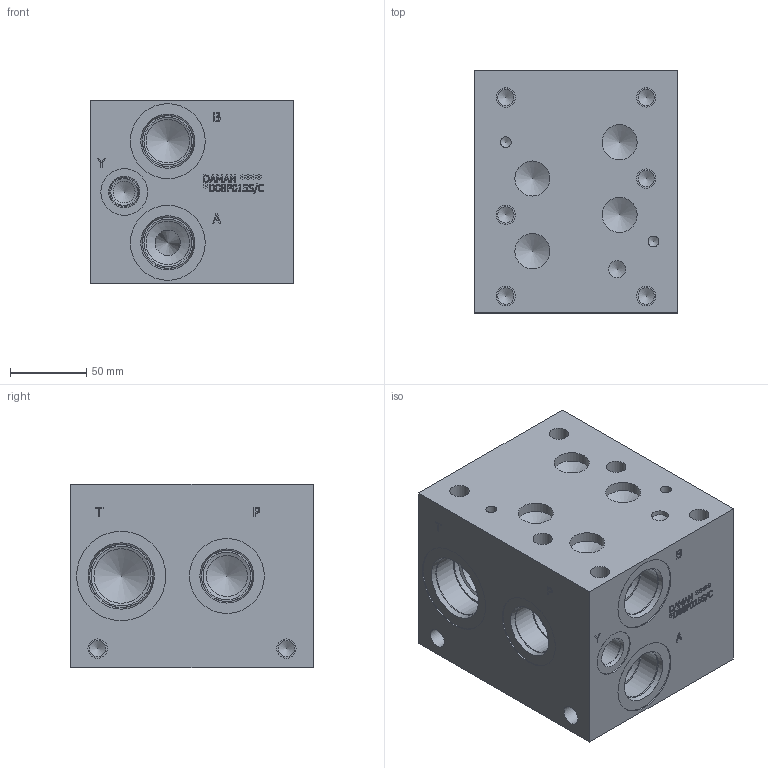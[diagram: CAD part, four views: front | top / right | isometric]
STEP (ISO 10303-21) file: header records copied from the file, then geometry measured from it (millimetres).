
FILE_DESCRIPTION(/* description */ (''),/* implementation_level */ '2;1');
FILE_NAME(/* name */ '_D08P015S_C.stp',/* time_stamp */ '2022-10-19T14:28:21-04:00',/* author */ ('bobbyh'),/* organization */ (''),/* preprocessor_version */ 'ST-DEVELOPER v18',/* originating_system */ 'Autodesk Inventor 2020',/* authorisation */ '');
FILE_SCHEMA (('AUTOMOTIVE_DESIGN { 1 0 10303 214 3 1 1 }'));
Length unit declared in the file: millimetre
Products named in the file (1): Part_AD08P015S~1C_3D
Bounding box: 133.35 x 158.75 x 120.65 mm (x, y, z)
Volume: 2261864.8 mm3; surface area: 155727.1 mm2
Topology: 1 solids, 1 shells, 588 faces, 1595 edges, 1076 vertices
Faces by surface type: plane 321, bspline 143, cylinder 70, cone 54
Full cylindrical faces by diameter (mm): 7.137 x2, 10.719 x10, 11.113 x1, 12.7 x10, 14.29 x1, 14.3 x1, 15.9 x1, 17.501 x1, 19.05 x1, 19.253 x1, 20.62 x1, 22.23 x1, 22.54 x1, 23.012 x3, 23.017 x1, 26.975 x2, 28.575 x2, 30.16 x1, 30.632 x1, 31.267 x4, 33.34 x2, 33.35 x2, 33.757 x4, 35.509 x2, 35.712 x2, 39.218 x2, 41.275 x1, 41.28 x1, 41.758 x1, 43.51 x1
Entity records: 19619 total; most frequent: CARTESIAN_POINT 5094, ORIENTED_EDGE 3140, DIRECTION 2437, EDGE_CURVE 1570, VERTEX_POINT 1076, LINE 1023, VECTOR 1023, AXIS2_PLACEMENT_3D 707
